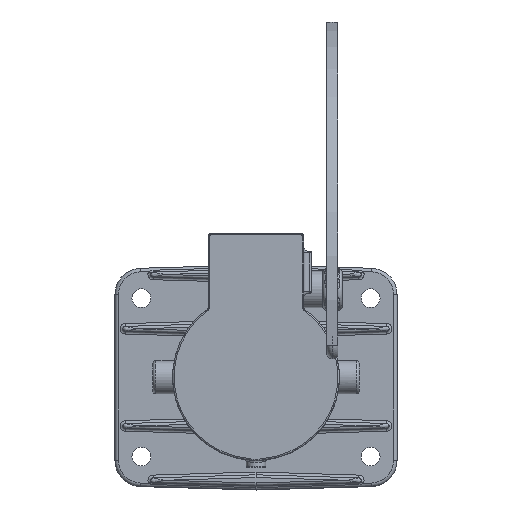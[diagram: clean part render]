
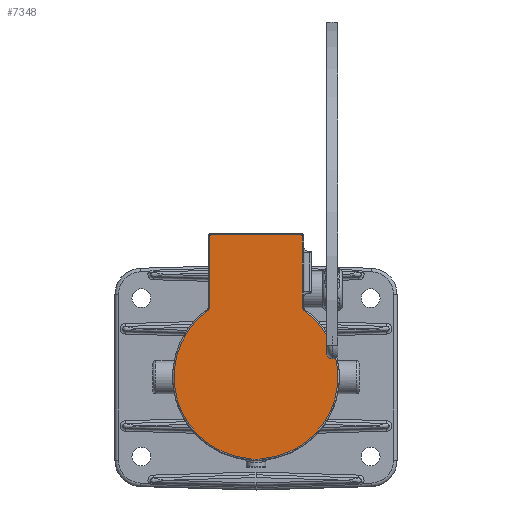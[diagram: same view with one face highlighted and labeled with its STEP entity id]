
A CAD part, top view. The second image highlights one B-rep face of the part: STEP entity #7348.
In plain terms, the highlighted planar face has unit normal (0, 0, 1).
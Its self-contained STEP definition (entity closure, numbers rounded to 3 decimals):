
#396=B_SPLINE_CURVE_WITH_KNOTS('',3,(#18345,#18346,#18347,#18348),
 .UNSPECIFIED.,.F.,.F.,(4,4),(-0.255,0.),
 .UNSPECIFIED.);
#398=B_SPLINE_CURVE_WITH_KNOTS('',3,(#18379,#18380,#18381,#18382),
 .UNSPECIFIED.,.F.,.F.,(4,4),(-0.255,0.),
 .UNSPECIFIED.);
#418=B_SPLINE_CURVE_WITH_KNOTS('',3,(#26430,#26431,#26432,#26433,#26434,
#26435,#26436,#26437,#26438,#26439,#26440,#26441,#26442,#26443,#26444,#26445,
#26446,#26447,#26448,#26449,#26450),.UNSPECIFIED.,.F.,.F.,(4,1,1,1,1,1,
1,1,1,1,1,1,1,1,1,1,1,1,4),(-0.937,-0.932,-0.928,
-0.92,-0.903,-0.886,-0.87,
-0.836,-0.803,-0.669,-0.535,
-0.435,-0.268,-0.201,-0.067,
-0.033,-0.017,-0.008,0.),
 .UNSPECIFIED.);
#1091=FACE_OUTER_BOUND('',#1629,.T.);
#1629=EDGE_LOOP('',(#6087,#6088,#6089,#6090,#6091,#6092,#6093,#6094,#6095,
#6096,#6097,#6098,#6099,#6100));
#2105=CIRCLE('',#8084,1.);
#2107=CIRCLE('',#8086,1.);
#2154=CIRCLE('',#8182,3.);
#2155=CIRCLE('',#8185,59.);
#2156=CIRCLE('',#8186,59.);
#2157=CIRCLE('',#8187,3.);
#2600=LINE('',#18356,#2922);
#2601=LINE('',#18390,#2923);
#2602=LINE('',#18406,#2924);
#2603=LINE('',#18408,#2925);
#2604=LINE('',#18414,#2926);
#2922=VECTOR('',#9806,10.);
#2923=VECTOR('',#9813,10.);
#2924=VECTOR('',#9844,10.);
#2925=VECTOR('',#9847,10.);
#2926=VECTOR('',#9856,10.);
#3426=VERTEX_POINT('',#18301);
#3427=VERTEX_POINT('',#18304);
#3428=VERTEX_POINT('',#18316);
#3429=VERTEX_POINT('',#18318);
#3430=VERTEX_POINT('',#18342);
#3431=VERTEX_POINT('',#18344);
#3432=VERTEX_POINT('',#18355);
#3433=VERTEX_POINT('',#18378);
#3434=VERTEX_POINT('',#18389);
#3435=VERTEX_POINT('',#18412);
#3470=VERTEX_POINT('',#26404);
#3472=VERTEX_POINT('',#26427);
#3473=VERTEX_POINT('',#26429);
#3474=VERTEX_POINT('',#26451);
#4289=EDGE_CURVE('',#3427,#3426,#2105,.T.);
#4291=EDGE_CURVE('',#3428,#3429,#2107,.T.);
#4295=EDGE_CURVE('',#3430,#3431,#396,.T.);
#4298=EDGE_CURVE('',#3431,#3432,#2600,.T.);
#4300=EDGE_CURVE('',#3432,#3433,#398,.T.);
#4303=EDGE_CURVE('',#3433,#3434,#2601,.T.);
#4311=EDGE_CURVE('',#3429,#3430,#2602,.T.);
#4312=EDGE_CURVE('',#3426,#3428,#2603,.T.);
#4315=EDGE_CURVE('',#3435,#3427,#2604,.T.);
#4394=EDGE_CURVE('',#3470,#3435,#2154,.T.);
#4396=EDGE_CURVE('',#3472,#3470,#2155,.T.);
#4397=EDGE_CURVE('',#3473,#3472,#418,.T.);
#4398=EDGE_CURVE('',#3474,#3473,#2156,.T.);
#4399=EDGE_CURVE('',#3434,#3474,#2157,.T.);
#6087=ORIENTED_EDGE('',*,*,#4303,.F.);
#6088=ORIENTED_EDGE('',*,*,#4300,.F.);
#6089=ORIENTED_EDGE('',*,*,#4298,.F.);
#6090=ORIENTED_EDGE('',*,*,#4295,.F.);
#6091=ORIENTED_EDGE('',*,*,#4311,.F.);
#6092=ORIENTED_EDGE('',*,*,#4291,.F.);
#6093=ORIENTED_EDGE('',*,*,#4312,.F.);
#6094=ORIENTED_EDGE('',*,*,#4289,.F.);
#6095=ORIENTED_EDGE('',*,*,#4315,.F.);
#6096=ORIENTED_EDGE('',*,*,#4394,.F.);
#6097=ORIENTED_EDGE('',*,*,#4396,.F.);
#6098=ORIENTED_EDGE('',*,*,#4397,.F.);
#6099=ORIENTED_EDGE('',*,*,#4398,.F.);
#6100=ORIENTED_EDGE('',*,*,#4399,.F.);
#6990=PLANE('',#8184);
#7348=ADVANCED_FACE('',(#1091),#6990,.T.);
#8084=AXIS2_PLACEMENT_3D('',#18306,#9790,#9791);
#8086=AXIS2_PLACEMENT_3D('',#18319,#9794,#9795);
#8182=AXIS2_PLACEMENT_3D('',#26406,#10021,#10022);
#8184=AXIS2_PLACEMENT_3D('',#26426,#10025,#10026);
#8185=AXIS2_PLACEMENT_3D('',#26428,#10027,#10028);
#8186=AXIS2_PLACEMENT_3D('',#26452,#10029,#10030);
#8187=AXIS2_PLACEMENT_3D('',#26453,#10031,#10032);
#9790=DIRECTION('center_axis',(0.,0.,-1.));
#9791=DIRECTION('ref_axis',(-0.707,0.707,0.));
#9794=DIRECTION('center_axis',(0.,0.,-1.));
#9795=DIRECTION('ref_axis',(0.707,0.707,0.));
#9806=DIRECTION('',(0.,-1.,0.));
#9813=DIRECTION('',(0.,-1.,0.));
#9844=DIRECTION('',(0.,-1.,0.));
#9847=DIRECTION('',(1.,0.,0.));
#9856=DIRECTION('',(0.,1.,0.));
#10021=DIRECTION('center_axis',(0.,0.,1.));
#10022=DIRECTION('ref_axis',(0.89,-0.456,0.));
#10025=DIRECTION('center_axis',(0.,0.,1.));
#10026=DIRECTION('ref_axis',(1.,0.,0.));
#10027=DIRECTION('center_axis',(0.,0.,-1.));
#10028=DIRECTION('ref_axis',(-0.959,-0.285,0.));
#10029=DIRECTION('center_axis',(0.,0.,-1.));
#10030=DIRECTION('ref_axis',(0.959,-0.285,0.));
#10031=DIRECTION('center_axis',(0.,0.,1.));
#10032=DIRECTION('ref_axis',(-0.89,-0.456,0.));
#18301=CARTESIAN_POINT('',(-32.553,92.07,154.117));
#18304=CARTESIAN_POINT('',(-33.553,91.07,154.117));
#18306=CARTESIAN_POINT('Origin',(-32.553,91.07,154.117));
#18316=CARTESIAN_POINT('',(31.947,92.07,154.117));
#18318=CARTESIAN_POINT('',(32.947,91.07,154.117));
#18319=CARTESIAN_POINT('Origin',(31.947,91.07,154.117));
#18342=CARTESIAN_POINT('',(32.947,81.457,154.117));
#18344=CARTESIAN_POINT('',(32.996,78.906,154.117));
#18345=CARTESIAN_POINT('Ctrl Pts',(32.947,81.457,154.117));
#18346=CARTESIAN_POINT('Ctrl Pts',(32.947,80.606,154.117));
#18347=CARTESIAN_POINT('Ctrl Pts',(32.996,79.756,154.117));
#18348=CARTESIAN_POINT('Ctrl Pts',(32.996,78.906,154.117));
#18355=CARTESIAN_POINT('',(32.996,50.906,154.117));
#18356=CARTESIAN_POINT('',(32.996,72.324,154.117));
#18378=CARTESIAN_POINT('',(32.947,48.354,154.117));
#18379=CARTESIAN_POINT('Ctrl Pts',(32.996,50.906,154.117));
#18380=CARTESIAN_POINT('Ctrl Pts',(32.996,50.055,154.117));
#18381=CARTESIAN_POINT('Ctrl Pts',(32.947,49.205,154.117));
#18382=CARTESIAN_POINT('Ctrl Pts',(32.947,48.354,154.117));
#18389=CARTESIAN_POINT('',(32.947,39.868,154.117));
#18390=CARTESIAN_POINT('',(32.947,27.156,154.117));
#18406=CARTESIAN_POINT('',(32.947,27.156,154.117));
#18408=CARTESIAN_POINT('',(-29.303,92.07,154.117));
#18412=CARTESIAN_POINT('',(-33.553,39.868,154.117));
#18414=CARTESIAN_POINT('',(-33.553,27.156,154.117));
#26404=CARTESIAN_POINT('',(-34.799,37.435,154.117));
#26406=CARTESIAN_POINT('Origin',(-36.553,39.868,154.117));
#26426=CARTESIAN_POINT('Origin',(-58.303,-10.43,154.117));
#26427=CARTESIAN_POINT('',(-4.929,-69.248,154.117));
#26428=CARTESIAN_POINT('Origin',(-0.303,-10.43,154.117));
#26429=CARTESIAN_POINT('',(4.323,-69.248,154.117));
#26430=CARTESIAN_POINT('Ctrl Pts',(4.323,-69.248,154.117));
#26431=CARTESIAN_POINT('Ctrl Pts',(4.309,-69.249,154.117));
#26432=CARTESIAN_POINT('Ctrl Pts',(4.281,-69.252,154.117));
#26433=CARTESIAN_POINT('Ctrl Pts',(4.226,-69.257,154.117));
#26434=CARTESIAN_POINT('Ctrl Pts',(4.128,-69.266,154.117));
#26435=CARTESIAN_POINT('Ctrl Pts',(3.99,-69.28,154.117));
#26436=CARTESIAN_POINT('Ctrl Pts',(3.824,-69.301,154.117));
#26437=CARTESIAN_POINT('Ctrl Pts',(3.603,-69.332,154.117));
#26438=CARTESIAN_POINT('Ctrl Pts',(3.328,-69.377,154.117));
#26439=CARTESIAN_POINT('Ctrl Pts',(2.67,-69.497,154.117));
#26440=CARTESIAN_POINT('Ctrl Pts',(1.69,-69.715,154.117));
#26441=CARTESIAN_POINT('Ctrl Pts',(0.48,-69.919,
154.117));
#26442=CARTESIAN_POINT('Ctrl Pts',(-0.863,-69.951,
154.117));
#26443=CARTESIAN_POINT('Ctrl Pts',(-1.968,-69.776,
154.117));
#26444=CARTESIAN_POINT('Ctrl Pts',(-3.167,-69.523,
154.117));
#26445=CARTESIAN_POINT('Ctrl Pts',(-3.932,-69.368,
154.117));
#26446=CARTESIAN_POINT('Ctrl Pts',(-4.54,-69.286,
154.117));
#26447=CARTESIAN_POINT('Ctrl Pts',(-4.734,-69.266,
154.117));
#26448=CARTESIAN_POINT('Ctrl Pts',(-4.845,-69.255,
154.117));
#26449=CARTESIAN_POINT('Ctrl Pts',(-4.901,-69.251,154.117));
#26450=CARTESIAN_POINT('Ctrl Pts',(-4.929,-69.248,
154.117));
#26451=CARTESIAN_POINT('',(34.193,37.435,154.117));
#26452=CARTESIAN_POINT('Origin',(-0.303,-10.43,154.117));
#26453=CARTESIAN_POINT('Origin',(35.947,39.868,154.117));
